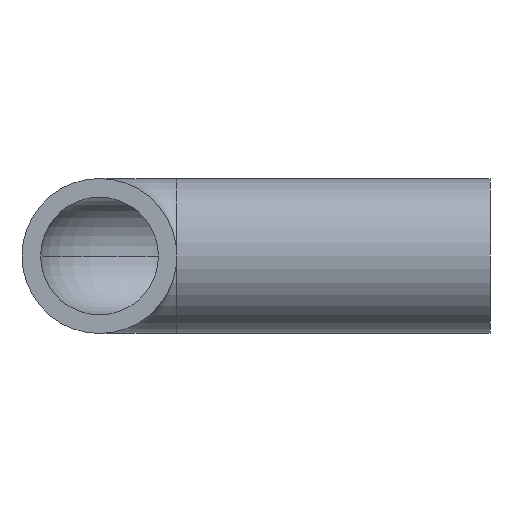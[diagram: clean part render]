
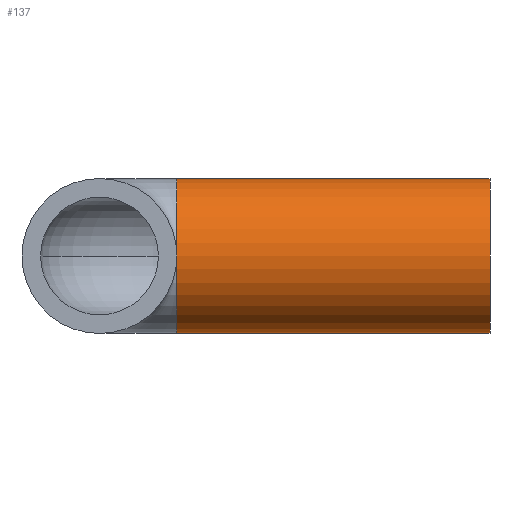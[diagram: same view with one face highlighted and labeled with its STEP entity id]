
A CAD part, front view. The second image highlights one B-rep face of the part: STEP entity #137.
In plain terms, the highlighted cylindrical face has radius 12.5 mm (diameter 25 mm), a partial arc.
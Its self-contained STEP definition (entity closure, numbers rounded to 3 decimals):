
#27 = DIRECTION ( 'NONE',  ( 0., 0., 1. ) ) ;
#31 = CIRCLE ( 'NONE', #318, 12.5 ) ;
#34 = EDGE_CURVE ( 'NONE', #138, #207, #115, .T. ) ;
#36 = CIRCLE ( 'NONE', #327, 12.5 ) ;
#73 = VECTOR ( 'NONE', #80, 1000. ) ;
#80 = DIRECTION ( 'NONE',  ( 1., 0., 0. ) ) ;
#83 = CARTESIAN_POINT ( 'NONE',  ( 63., 63., -12.5 ) ) ;
#115 = LINE ( 'NONE', #270, #269 ) ;
#122 = CARTESIAN_POINT ( 'NONE',  ( 12.5, 63., 12.5 ) ) ;
#123 = AXIS2_PLACEMENT_3D ( 'NONE', #342, #475, #148 ) ;
#136 = CARTESIAN_POINT ( 'NONE',  ( 12.5, 63., 0. ) ) ;
#137 = ADVANCED_FACE ( 'NONE', ( #353 ), #485, .T. ) ;
#138 = VERTEX_POINT ( 'NONE', #122 ) ;
#146 = EDGE_CURVE ( 'NONE', #326, #186, #278, .T. ) ;
#148 = DIRECTION ( 'NONE',  ( 0., 0., 1. ) ) ;
#159 = CARTESIAN_POINT ( 'NONE',  ( 12.5, 63., 0. ) ) ;
#186 = VERTEX_POINT ( 'NONE', #83 ) ;
#204 = CARTESIAN_POINT ( 'NONE',  ( 63., 63., 12.5 ) ) ;
#207 = VERTEX_POINT ( 'NONE', #204 ) ;
#224 = CARTESIAN_POINT ( 'NONE',  ( 12.5, 63., 0. ) ) ;
#251 = ORIENTED_EDGE ( 'NONE', *, *, #34, .F. ) ;
#260 = VERTEX_POINT ( 'NONE', #364 ) ;
#269 = VECTOR ( 'NONE', #415, 1000. ) ;
#270 = CARTESIAN_POINT ( 'NONE',  ( 12.5, 63., 12.5 ) ) ;
#278 = LINE ( 'NONE', #422, #73 ) ;
#289 = ORIENTED_EDGE ( 'NONE', *, *, #486, .T. ) ;
#291 = ORIENTED_EDGE ( 'NONE', *, *, #330, .T. ) ;
#294 = DIRECTION ( 'NONE',  ( 1., 0., 0. ) ) ;
#295 = ORIENTED_EDGE ( 'NONE', *, *, #146, .T. ) ;
#300 = ORIENTED_EDGE ( 'NONE', *, *, #456, .F. ) ;
#314 = DIRECTION ( 'NONE',  ( 1., 0., 0. ) ) ;
#318 = AXIS2_PLACEMENT_3D ( 'NONE', #224, #380, #27 ) ;
#326 = VERTEX_POINT ( 'NONE', #465 ) ;
#327 = AXIS2_PLACEMENT_3D ( 'NONE', #136, #294, #434 ) ;
#330 = EDGE_CURVE ( 'NONE', #260, #326, #36, .T. ) ;
#342 = CARTESIAN_POINT ( 'NONE',  ( 63., 63., 0. ) ) ;
#346 = CIRCLE ( 'NONE', #123, 12.5 ) ;
#353 = FACE_OUTER_BOUND ( 'NONE', #381, .T. ) ;
#357 = AXIS2_PLACEMENT_3D ( 'NONE', #159, #314, #455 ) ;
#364 = CARTESIAN_POINT ( 'NONE',  ( 12.5, 50.5, 0. ) ) ;
#380 = DIRECTION ( 'NONE',  ( 1., 0., 0. ) ) ;
#381 = EDGE_LOOP ( 'NONE', ( #251, #289, #291, #295, #300 ) ) ;
#415 = DIRECTION ( 'NONE',  ( 1., 0., 0. ) ) ;
#422 = CARTESIAN_POINT ( 'NONE',  ( 12.5, 63., -12.5 ) ) ;
#434 = DIRECTION ( 'NONE',  ( 0., 0., 1. ) ) ;
#455 = DIRECTION ( 'NONE',  ( 0., 0., -1. ) ) ;
#456 = EDGE_CURVE ( 'NONE', #207, #186, #346, .T. ) ;
#465 = CARTESIAN_POINT ( 'NONE',  ( 12.5, 63., -12.5 ) ) ;
#475 = DIRECTION ( 'NONE',  ( 1., 0., 0. ) ) ;
#485 = CYLINDRICAL_SURFACE ( 'NONE', #357, 12.5 ) ;
#486 = EDGE_CURVE ( 'NONE', #138, #260, #31, .T. ) ;
